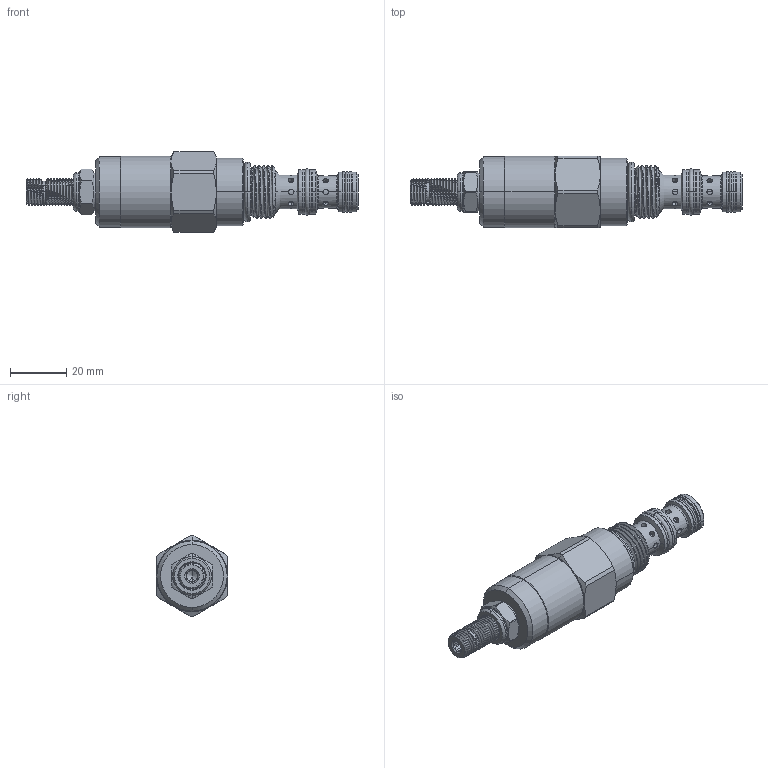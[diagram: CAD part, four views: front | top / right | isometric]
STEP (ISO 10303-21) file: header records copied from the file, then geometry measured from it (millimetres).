
FILE_DESCRIPTION (( 'STEP AP203' ), '1' );
FILE_NAME ('SQ08W33-L.STEP', '2016-08-11T06:01:10', ( '' ), ( '' ), 'SwSTEP 2.0', 'SolidWorks 2012', '' );
FILE_SCHEMA (( 'CONFIG_CONTROL_DESIGN' ));
Length unit declared in the file: millimetre
Products named in the file (1): SQ08W33-L
Bounding box: 118.27 x 25.4 x 28.57 mm (x, y, z)
Volume: 34784.9 mm3; surface area: 14333.5 mm2
Topology: 10 solids, 10 shells, 400 faces, 962 edges, 605 vertices
Faces by surface type: cylinder 221, cone 76, plane 64, torus 30, bspline 9
Entity records: 21559 total; most frequent: CARTESIAN_POINT 12775, ORIENTED_EDGE 1912, DIRECTION 1730, EDGE_CURVE 956, AXIS2_PLACEMENT_3D 711, VERTEX_POINT 605, EDGE_LOOP 443, ADVANCED_FACE 400
